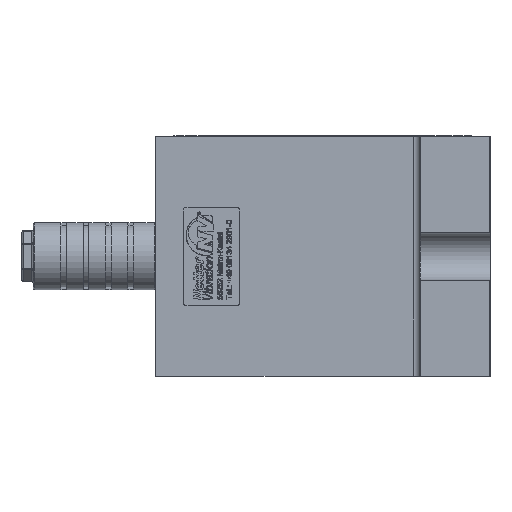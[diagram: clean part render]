
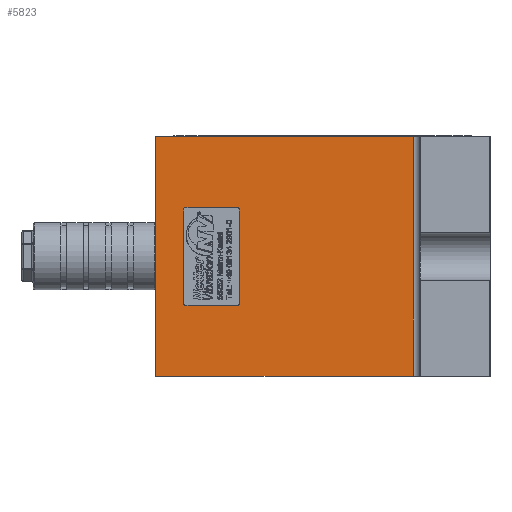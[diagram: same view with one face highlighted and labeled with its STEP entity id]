
A CAD part, left-side view. The second image highlights one B-rep face of the part: STEP entity #5823.
In plain terms, the highlighted planar face has unit normal (-1, 0, 0).
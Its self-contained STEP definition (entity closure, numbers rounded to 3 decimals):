
#84 = CARTESIAN_POINT ( 'NONE',  ( -60., 60., -43. ) ) ;
#308 = PLANE ( 'NONE',  #5416 ) ;
#464 = EDGE_CURVE ( 'NONE', #21817, #17693, #18877, .T. ) ;
#1698 = ORIENTED_EDGE ( 'NONE', *, *, #15069, .T. ) ;
#1957 = CARTESIAN_POINT ( 'NONE',  ( -60., 60., 43. ) ) ;
#3038 = CARTESIAN_POINT ( 'NONE',  ( -60., -32.5, 43. ) ) ;
#3595 = DIRECTION ( 'NONE',  ( 0., 1., 0. ) ) ;
#4446 = CARTESIAN_POINT ( 'NONE',  ( -60., 60., -43. ) ) ;
#4506 = CARTESIAN_POINT ( 'NONE',  ( -60., -32.5, 43. ) ) ;
#5402 = DIRECTION ( 'NONE',  ( 1., 0., 0. ) ) ;
#5416 = AXIS2_PLACEMENT_3D ( 'NONE', #12122, #5402, #19272 ) ;
#5823 = ADVANCED_FACE ( 'NONE', ( #8238 ), #308, .F. ) ;
#6889 = VECTOR ( 'NONE', #12843, 1000. ) ;
#7315 = EDGE_CURVE ( 'NONE', #18676, #21817, #19527, .T. ) ;
#8238 = FACE_OUTER_BOUND ( 'NONE', #13720, .T. ) ;
#10629 = VECTOR ( 'NONE', #3595, 1000. ) ;
#11051 = VECTOR ( 'NONE', #13714, 1000. ) ;
#11083 = LINE ( 'NONE', #4506, #6889 ) ;
#11789 = CARTESIAN_POINT ( 'NONE',  ( -60., -32.5, -43. ) ) ;
#12122 = CARTESIAN_POINT ( 'NONE',  ( -60., 60., -43. ) ) ;
#12422 = ORIENTED_EDGE ( 'NONE', *, *, #7315, .F. ) ;
#12843 = DIRECTION ( 'NONE',  ( 0., 0., 1. ) ) ;
#13714 = DIRECTION ( 'NONE',  ( 0., 1., 0. ) ) ;
#13720 = EDGE_LOOP ( 'NONE', ( #12422, #19300, #1698, #18067 ) ) ;
#13790 = CARTESIAN_POINT ( 'NONE',  ( -60., 60., -43. ) ) ;
#15069 = EDGE_CURVE ( 'NONE', #20885, #17693, #17480, .T. ) ;
#16771 = EDGE_CURVE ( 'NONE', #18676, #20885, #11083, .T. ) ;
#17115 = DIRECTION ( 'NONE',  ( 0., 0., 1. ) ) ;
#17480 = LINE ( 'NONE', #18950, #10629 ) ;
#17693 = VERTEX_POINT ( 'NONE', #1957 ) ;
#18067 = ORIENTED_EDGE ( 'NONE', *, *, #464, .F. ) ;
#18676 = VERTEX_POINT ( 'NONE', #11789 ) ;
#18877 = LINE ( 'NONE', #84, #19970 ) ;
#18950 = CARTESIAN_POINT ( 'NONE',  ( -60., 60., 43. ) ) ;
#19272 = DIRECTION ( 'NONE',  ( 0., 0., -1. ) ) ;
#19300 = ORIENTED_EDGE ( 'NONE', *, *, #16771, .T. ) ;
#19527 = LINE ( 'NONE', #13790, #11051 ) ;
#19970 = VECTOR ( 'NONE', #17115, 1000. ) ;
#20885 = VERTEX_POINT ( 'NONE', #3038 ) ;
#21817 = VERTEX_POINT ( 'NONE', #4446 ) ;
